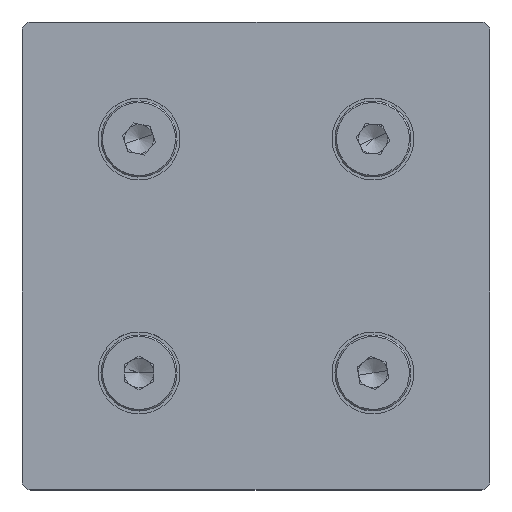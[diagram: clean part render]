
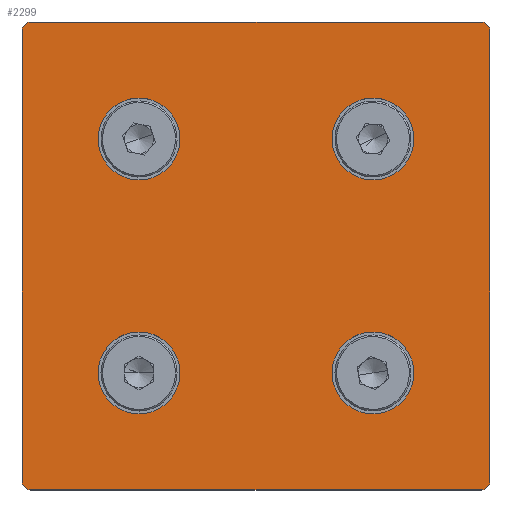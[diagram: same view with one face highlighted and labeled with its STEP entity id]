
A CAD part, top view. The second image highlights one B-rep face of the part: STEP entity #2299.
In plain terms, the highlighted planar face has unit normal (0, 0, 1).
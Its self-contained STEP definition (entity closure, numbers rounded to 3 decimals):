
#13 = CARTESIAN_POINT ( 'NONE',  ( 26., 66., 0. ) ) ;
#122 = AXIS2_PLACEMENT_3D ( 'NONE', #13, #3621, #4002 ) ;
#137 = FACE_BOUND ( 'NONE', #2373, .T. ) ;
#139 = DIRECTION ( 'NONE',  ( 0., 0., 1. ) ) ;
#170 = CARTESIAN_POINT ( 'NONE',  ( 73., 66., 0. ) ) ;
#193 = ORIENTED_EDGE ( 'NONE', *, *, #3320, .T. ) ;
#214 = DIRECTION ( 'NONE',  ( -1., 0., 0. ) ) ;
#224 = ORIENTED_EDGE ( 'NONE', *, *, #316, .T. ) ;
#246 = AXIS2_PLACEMENT_3D ( 'NONE', #1514, #2804, #5622 ) ;
#303 = DIRECTION ( 'NONE',  ( 0., 0., 1. ) ) ;
#316 = EDGE_CURVE ( 'NONE', #2246, #1859, #389, .T. ) ;
#321 = DIRECTION ( 'NONE',  ( -1., 0., 0. ) ) ;
#326 = VERTEX_POINT ( 'NONE', #2200 ) ;
#381 = DIRECTION ( 'NONE',  ( 0., 0., 1. ) ) ;
#389 = LINE ( 'NONE', #2545, #2588 ) ;
#442 = CIRCLE ( 'NONE', #2711, 7. ) ;
#490 = VERTEX_POINT ( 'NONE', #5458 ) ;
#544 = CARTESIAN_POINT ( 'NONE',  ( 19., 26., 0. ) ) ;
#545 = AXIS2_PLACEMENT_3D ( 'NONE', #2616, #303, #2119 ) ;
#575 = EDGE_CURVE ( 'NONE', #4843, #3791, #5686, .T. ) ;
#596 = ORIENTED_EDGE ( 'NONE', *, *, #1345, .T. ) ;
#618 = ORIENTED_EDGE ( 'NONE', *, *, #5709, .F. ) ;
#666 = CARTESIAN_POINT ( 'NONE',  ( 19., 66., 0. ) ) ;
#680 = CARTESIAN_POINT ( 'NONE',  ( 84.5, 7.5, 0. ) ) ;
#687 = DIRECTION ( 'NONE',  ( 0., 1., 0. ) ) ;
#709 = DIRECTION ( 'NONE',  ( 0., -1., 0. ) ) ;
#717 = VERTEX_POINT ( 'NONE', #666 ) ;
#736 = CIRCLE ( 'NONE', #1878, 7. ) ;
#773 = DIRECTION ( 'NONE',  ( 1., 0., 0. ) ) ;
#791 = ORIENTED_EDGE ( 'NONE', *, *, #4601, .F. ) ;
#795 = DIRECTION ( 'NONE',  ( 1., 0., 0. ) ) ;
#829 = CIRCLE ( 'NONE', #1695, 1.5 ) ;
#843 = CIRCLE ( 'NONE', #545, 7. ) ;
#848 = CIRCLE ( 'NONE', #3870, 7. ) ;
#879 = DIRECTION ( 'NONE',  ( 1., 0., 0. ) ) ;
#882 = VECTOR ( 'NONE', #687, 1000. ) ;
#901 = VERTEX_POINT ( 'NONE', #2309 ) ;
#934 = FACE_BOUND ( 'NONE', #1283, .T. ) ;
#1009 = EDGE_CURVE ( 'NONE', #3855, #326, #442, .T. ) ;
#1021 = CARTESIAN_POINT ( 'NONE',  ( 6., 7.5, 0. ) ) ;
#1096 = VECTOR ( 'NONE', #5157, 1000. ) ;
#1106 = PLANE ( 'NONE',  #246 ) ;
#1161 = LINE ( 'NONE', #5739, #2234 ) ;
#1169 = ORIENTED_EDGE ( 'NONE', *, *, #3773, .F. ) ;
#1283 = EDGE_LOOP ( 'NONE', ( #4189, #5504 ) ) ;
#1345 = EDGE_CURVE ( 'NONE', #4946, #901, #2927, .T. ) ;
#1384 = CARTESIAN_POINT ( 'NONE',  ( 84.5, 86., 0. ) ) ;
#1436 = DIRECTION ( 'NONE',  ( -1., 0., 0. ) ) ;
#1466 = AXIS2_PLACEMENT_3D ( 'NONE', #5254, #2033, #214 ) ;
#1514 = CARTESIAN_POINT ( 'NONE',  ( 84.5, 7.5, 0. ) ) ;
#1544 = EDGE_LOOP ( 'NONE', ( #618, #2040 ) ) ;
#1550 = CARTESIAN_POINT ( 'NONE',  ( 7.5, 86., 0. ) ) ;
#1626 = DIRECTION ( 'NONE',  ( 1., 0., 0. ) ) ;
#1695 = AXIS2_PLACEMENT_3D ( 'NONE', #3982, #5067, #1436 ) ;
#1710 = EDGE_CURVE ( 'NONE', #2917, #4728, #5239, .T. ) ;
#1759 = CARTESIAN_POINT ( 'NONE',  ( 26., 26., 0. ) ) ;
#1859 = VERTEX_POINT ( 'NONE', #4886 ) ;
#1878 = AXIS2_PLACEMENT_3D ( 'NONE', #4922, #3480, #795 ) ;
#1963 = FACE_BOUND ( 'NONE', #1544, .T. ) ;
#2033 = DIRECTION ( 'NONE',  ( 0., 0., 1. ) ) ;
#2040 = ORIENTED_EDGE ( 'NONE', *, *, #3998, .F. ) ;
#2052 = AXIS2_PLACEMENT_3D ( 'NONE', #5265, #5768, #321 ) ;
#2091 = AXIS2_PLACEMENT_3D ( 'NONE', #2132, #3514, #3949 ) ;
#2119 = DIRECTION ( 'NONE',  ( 1., 0., 0. ) ) ;
#2132 = CARTESIAN_POINT ( 'NONE',  ( 66., 26., 0. ) ) ;
#2200 = CARTESIAN_POINT ( 'NONE',  ( 33., 26., 0. ) ) ;
#2234 = VECTOR ( 'NONE', #709, 1000. ) ;
#2243 = EDGE_CURVE ( 'NONE', #490, #717, #2760, .T. ) ;
#2246 = VERTEX_POINT ( 'NONE', #3014 ) ;
#2299 = ADVANCED_FACE ( 'NONE', ( #4070, #934, #137, #1963, #2829 ), #1106, .T. ) ;
#2309 = CARTESIAN_POINT ( 'NONE',  ( 86., 84.5, 0. ) ) ;
#2329 = VERTEX_POINT ( 'NONE', #170 ) ;
#2350 = ORIENTED_EDGE ( 'NONE', *, *, #5628, .T. ) ;
#2373 = EDGE_LOOP ( 'NONE', ( #4180, #791 ) ) ;
#2405 = CIRCLE ( 'NONE', #5757, 1.5 ) ;
#2450 = EDGE_CURVE ( 'NONE', #3962, #5533, #1161, .T. ) ;
#2488 = CARTESIAN_POINT ( 'NONE',  ( 6., 84.5, 0. ) ) ;
#2509 = EDGE_CURVE ( 'NONE', #5533, #2246, #829, .T. ) ;
#2545 = CARTESIAN_POINT ( 'NONE',  ( 7.5, 6., 0. ) ) ;
#2585 = CIRCLE ( 'NONE', #122, 7. ) ;
#2588 = VECTOR ( 'NONE', #879, 1000. ) ;
#2616 = CARTESIAN_POINT ( 'NONE',  ( 66., 26., 0. ) ) ;
#2633 = DIRECTION ( 'NONE',  ( 0., 0., 1. ) ) ;
#2711 = AXIS2_PLACEMENT_3D ( 'NONE', #1759, #2633, #3579 ) ;
#2745 = EDGE_CURVE ( 'NONE', #4728, #2917, #843, .T. ) ;
#2760 = CIRCLE ( 'NONE', #3522, 7. ) ;
#2804 = DIRECTION ( 'NONE',  ( 0., 0., 1. ) ) ;
#2829 = FACE_OUTER_BOUND ( 'NONE', #4758, .T. ) ;
#2917 = VERTEX_POINT ( 'NONE', #4676 ) ;
#2927 = LINE ( 'NONE', #4372, #882 ) ;
#2950 = CARTESIAN_POINT ( 'NONE',  ( 26., 66., 0. ) ) ;
#3014 = CARTESIAN_POINT ( 'NONE',  ( 7.5, 6., 0. ) ) ;
#3066 = CARTESIAN_POINT ( 'NONE',  ( 66., 66., 0. ) ) ;
#3320 = EDGE_CURVE ( 'NONE', #901, #4843, #5666, .T. ) ;
#3410 = CARTESIAN_POINT ( 'NONE',  ( 66., 66., 0. ) ) ;
#3480 = DIRECTION ( 'NONE',  ( 0., 0., 1. ) ) ;
#3514 = DIRECTION ( 'NONE',  ( 0., 0., 1. ) ) ;
#3522 = AXIS2_PLACEMENT_3D ( 'NONE', #2950, #4808, #3793 ) ;
#3568 = EDGE_LOOP ( 'NONE', ( #1169, #4235 ) ) ;
#3579 = DIRECTION ( 'NONE',  ( 1., 0., 0. ) ) ;
#3594 = ORIENTED_EDGE ( 'NONE', *, *, #4892, .T. ) ;
#3621 = DIRECTION ( 'NONE',  ( 0., 0., 1. ) ) ;
#3773 = EDGE_CURVE ( 'NONE', #326, #3855, #736, .T. ) ;
#3791 = VERTEX_POINT ( 'NONE', #5843 ) ;
#3793 = DIRECTION ( 'NONE',  ( 1., 0., 0. ) ) ;
#3842 = CARTESIAN_POINT ( 'NONE',  ( 86., 7.5, 0. ) ) ;
#3855 = VERTEX_POINT ( 'NONE', #544 ) ;
#3870 = AXIS2_PLACEMENT_3D ( 'NONE', #3410, #5694, #1626 ) ;
#3949 = DIRECTION ( 'NONE',  ( 1., 0., 0. ) ) ;
#3962 = VERTEX_POINT ( 'NONE', #2488 ) ;
#3982 = CARTESIAN_POINT ( 'NONE',  ( 7.5, 7.5, 0. ) ) ;
#3985 = CARTESIAN_POINT ( 'NONE',  ( 73., 26., 0. ) ) ;
#3998 = EDGE_CURVE ( 'NONE', #4157, #2329, #848, .T. ) ;
#4002 = DIRECTION ( 'NONE',  ( 1., 0., 0. ) ) ;
#4027 = CIRCLE ( 'NONE', #1466, 1.5 ) ;
#4070 = FACE_BOUND ( 'NONE', #3568, .T. ) ;
#4133 = AXIS2_PLACEMENT_3D ( 'NONE', #3066, #381, #773 ) ;
#4157 = VERTEX_POINT ( 'NONE', #4672 ) ;
#4180 = ORIENTED_EDGE ( 'NONE', *, *, #2243, .F. ) ;
#4189 = ORIENTED_EDGE ( 'NONE', *, *, #2745, .F. ) ;
#4235 = ORIENTED_EDGE ( 'NONE', *, *, #1009, .F. ) ;
#4278 = DIRECTION ( 'NONE',  ( 1., 0., 0. ) ) ;
#4372 = CARTESIAN_POINT ( 'NONE',  ( 86., 7.5, 0. ) ) ;
#4420 = CIRCLE ( 'NONE', #4133, 7. ) ;
#4601 = EDGE_CURVE ( 'NONE', #717, #490, #2585, .T. ) ;
#4672 = CARTESIAN_POINT ( 'NONE',  ( 59., 66., 0. ) ) ;
#4676 = CARTESIAN_POINT ( 'NONE',  ( 59., 26., 0. ) ) ;
#4728 = VERTEX_POINT ( 'NONE', #3985 ) ;
#4758 = EDGE_LOOP ( 'NONE', ( #2350, #596, #193, #5662, #3594, #5257, #4959, #224 ) ) ;
#4808 = DIRECTION ( 'NONE',  ( 0., 0., 1. ) ) ;
#4843 = VERTEX_POINT ( 'NONE', #1384 ) ;
#4886 = CARTESIAN_POINT ( 'NONE',  ( 84.5, 6., 0. ) ) ;
#4892 = EDGE_CURVE ( 'NONE', #3791, #3962, #4027, .T. ) ;
#4922 = CARTESIAN_POINT ( 'NONE',  ( 26., 26., 0. ) ) ;
#4946 = VERTEX_POINT ( 'NONE', #3842 ) ;
#4959 = ORIENTED_EDGE ( 'NONE', *, *, #2509, .T. ) ;
#5067 = DIRECTION ( 'NONE',  ( 0., 0., 1. ) ) ;
#5157 = DIRECTION ( 'NONE',  ( -1., 0., 0. ) ) ;
#5239 = CIRCLE ( 'NONE', #2091, 7. ) ;
#5254 = CARTESIAN_POINT ( 'NONE',  ( 7.5, 84.5, 0. ) ) ;
#5257 = ORIENTED_EDGE ( 'NONE', *, *, #2450, .T. ) ;
#5265 = CARTESIAN_POINT ( 'NONE',  ( 84.5, 84.5, 0. ) ) ;
#5458 = CARTESIAN_POINT ( 'NONE',  ( 33., 66., 0. ) ) ;
#5504 = ORIENTED_EDGE ( 'NONE', *, *, #1710, .F. ) ;
#5533 = VERTEX_POINT ( 'NONE', #1021 ) ;
#5622 = DIRECTION ( 'NONE',  ( 1., 0., 0. ) ) ;
#5628 = EDGE_CURVE ( 'NONE', #1859, #4946, #2405, .T. ) ;
#5662 = ORIENTED_EDGE ( 'NONE', *, *, #575, .T. ) ;
#5666 = CIRCLE ( 'NONE', #2052, 1.5 ) ;
#5686 = LINE ( 'NONE', #1550, #1096 ) ;
#5694 = DIRECTION ( 'NONE',  ( 0., 0., 1. ) ) ;
#5709 = EDGE_CURVE ( 'NONE', #2329, #4157, #4420, .T. ) ;
#5739 = CARTESIAN_POINT ( 'NONE',  ( 6., 7.5, 0. ) ) ;
#5757 = AXIS2_PLACEMENT_3D ( 'NONE', #680, #139, #4278 ) ;
#5768 = DIRECTION ( 'NONE',  ( 0., 0., 1. ) ) ;
#5843 = CARTESIAN_POINT ( 'NONE',  ( 7.5, 86., 0. ) ) ;
